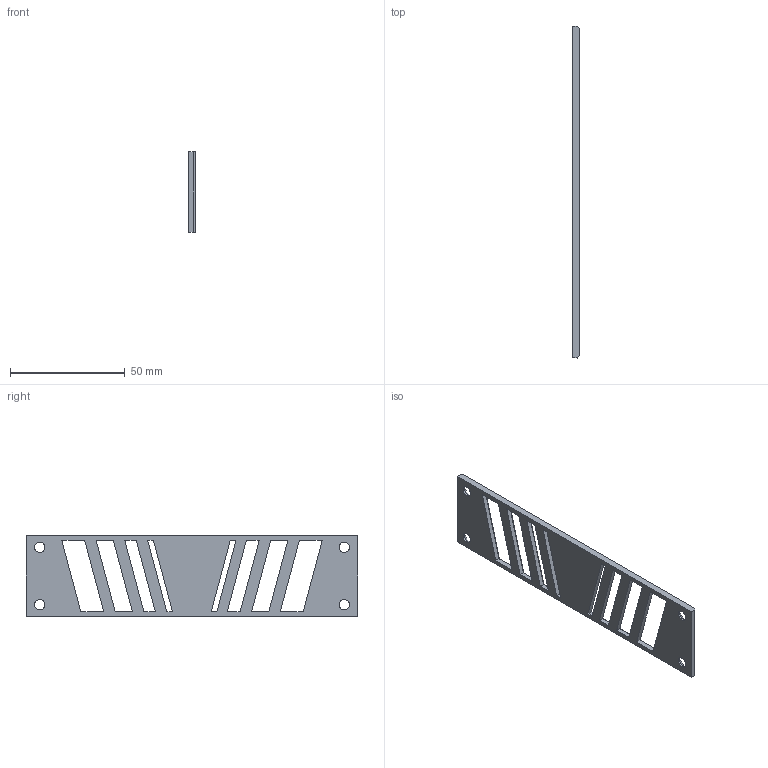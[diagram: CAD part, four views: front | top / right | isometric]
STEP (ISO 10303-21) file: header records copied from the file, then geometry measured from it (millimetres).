
FILE_DESCRIPTION(/* description */ (''),/* implementation_level */ '2;1');
FILE_NAME(/* name */ 'OSM-Mini - Right Side Outside Plate.step',/* time_stamp */ '2024-06-09T10:13:49-04:00',/* author */ (''),/* organization */ (''),/* preprocessor_version */ 'ST-DEVELOPER v20',/* originating_system */ 'Autodesk Translation Framework v13.14.0.145',/* authorisation */ '');
FILE_SCHEMA (('AUTOMOTIVE_DESIGN { 1 0 10303 214 3 1 1 }'));
Length unit declared in the file: millimetre
Products named in the file (1): Neogeo
Bounding box: 3 x 144.8 x 35 mm (x, y, z)
Volume: 9759.9 mm3; surface area: 9524.6 mm2
Topology: 1 solids, 1 shells, 80 faces, 202 edges, 124 vertices
Faces by surface type: plane 72, cone 4, cylinder 4
Full cylindrical faces by diameter (mm): 4.5 x4
Entity records: 2396 total; most frequent: CARTESIAN_POINT 407, ORIENTED_EDGE 404, DIRECTION 380, EDGE_CURVE 202, LINE 186, VECTOR 186, VERTEX_POINT 124, EDGE_LOOP 104
